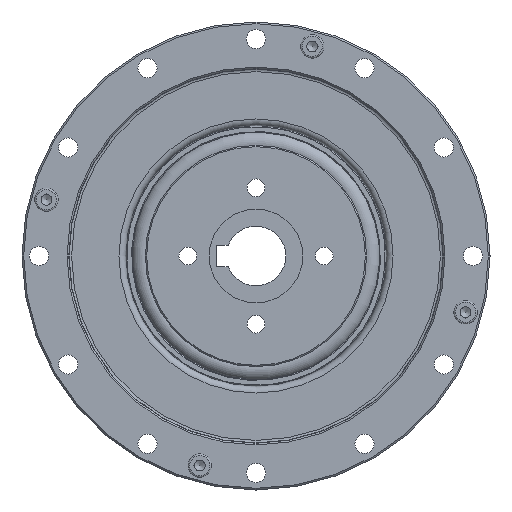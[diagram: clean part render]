
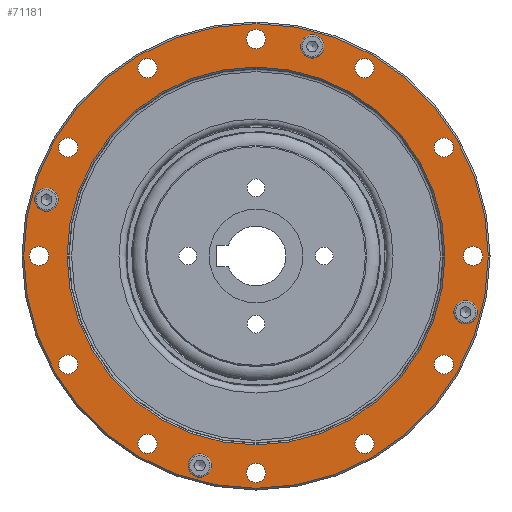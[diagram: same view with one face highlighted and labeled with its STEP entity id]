
A CAD part, left-side view. The second image highlights one B-rep face of the part: STEP entity #71181.
In plain terms, the highlighted planar face has unit normal (-1, 0, 0).
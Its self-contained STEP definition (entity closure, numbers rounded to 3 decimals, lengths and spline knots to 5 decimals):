
#8158=CIRCLE('',#76267,0.0546);
#8159=CIRCLE('',#76268,0.0444);
#8160=CIRCLE('',#76269,0.00225);
#8161=CIRCLE('',#76270,0.00225);
#8162=CIRCLE('',#76271,0.00225);
#8163=CIRCLE('',#76272,0.00225);
#8164=CIRCLE('',#76273,0.00225);
#8165=CIRCLE('',#76274,0.00225);
#8166=CIRCLE('',#76275,0.00225);
#8167=CIRCLE('',#76276,0.00225);
#8168=CIRCLE('',#76277,0.00225);
#8169=CIRCLE('',#76278,0.00225);
#8170=CIRCLE('',#76279,0.00225);
#8171=CIRCLE('',#76280,0.00225);
#8172=CIRCLE('',#76281,0.00175);
#8173=CIRCLE('',#76282,0.00175);
#8174=CIRCLE('',#76283,0.00175);
#8175=CIRCLE('',#76284,0.00175);
#16945=ORIENTED_EDGE('',*,*,#38449,.T.);
#16946=ORIENTED_EDGE('',*,*,#38450,.F.);
#16947=ORIENTED_EDGE('',*,*,#38451,.T.);
#16948=ORIENTED_EDGE('',*,*,#38452,.T.);
#16949=ORIENTED_EDGE('',*,*,#38453,.T.);
#16950=ORIENTED_EDGE('',*,*,#38454,.T.);
#16951=ORIENTED_EDGE('',*,*,#38455,.T.);
#16952=ORIENTED_EDGE('',*,*,#38456,.T.);
#16953=ORIENTED_EDGE('',*,*,#38457,.T.);
#16954=ORIENTED_EDGE('',*,*,#38458,.T.);
#16955=ORIENTED_EDGE('',*,*,#38459,.T.);
#16956=ORIENTED_EDGE('',*,*,#38460,.T.);
#16957=ORIENTED_EDGE('',*,*,#38461,.T.);
#16958=ORIENTED_EDGE('',*,*,#38462,.T.);
#16959=ORIENTED_EDGE('',*,*,#38463,.T.);
#16960=ORIENTED_EDGE('',*,*,#38464,.T.);
#16961=ORIENTED_EDGE('',*,*,#38465,.T.);
#16962=ORIENTED_EDGE('',*,*,#38466,.T.);
#38449=EDGE_CURVE('',#48651,#48651,#8158,.T.);
#38450=EDGE_CURVE('',#48652,#48652,#8159,.T.);
#38451=EDGE_CURVE('',#48653,#48653,#8160,.T.);
#38452=EDGE_CURVE('',#48654,#48654,#8161,.T.);
#38453=EDGE_CURVE('',#48655,#48655,#8162,.T.);
#38454=EDGE_CURVE('',#48656,#48656,#8163,.T.);
#38455=EDGE_CURVE('',#48657,#48657,#8164,.T.);
#38456=EDGE_CURVE('',#48658,#48658,#8165,.T.);
#38457=EDGE_CURVE('',#48659,#48659,#8166,.T.);
#38458=EDGE_CURVE('',#48660,#48660,#8167,.T.);
#38459=EDGE_CURVE('',#48661,#48661,#8168,.T.);
#38460=EDGE_CURVE('',#48662,#48662,#8169,.T.);
#38461=EDGE_CURVE('',#48663,#48663,#8170,.T.);
#38462=EDGE_CURVE('',#48664,#48664,#8171,.T.);
#38463=EDGE_CURVE('',#48665,#48665,#8172,.T.);
#38464=EDGE_CURVE('',#48666,#48666,#8173,.T.);
#38465=EDGE_CURVE('',#48667,#48667,#8174,.T.);
#38466=EDGE_CURVE('',#48668,#48668,#8175,.T.);
#48651=VERTEX_POINT('',#119040);
#48652=VERTEX_POINT('',#119042);
#48653=VERTEX_POINT('',#119044);
#48654=VERTEX_POINT('',#119046);
#48655=VERTEX_POINT('',#119048);
#48656=VERTEX_POINT('',#119050);
#48657=VERTEX_POINT('',#119052);
#48658=VERTEX_POINT('',#119054);
#48659=VERTEX_POINT('',#119056);
#48660=VERTEX_POINT('',#119058);
#48661=VERTEX_POINT('',#119060);
#48662=VERTEX_POINT('',#119062);
#48663=VERTEX_POINT('',#119064);
#48664=VERTEX_POINT('',#119066);
#48665=VERTEX_POINT('',#119068);
#48666=VERTEX_POINT('',#119070);
#48667=VERTEX_POINT('',#119072);
#48668=VERTEX_POINT('',#119074);
#62024=EDGE_LOOP('',(#16945));
#62025=EDGE_LOOP('',(#16946));
#62026=EDGE_LOOP('',(#16947));
#62027=EDGE_LOOP('',(#16948));
#62028=EDGE_LOOP('',(#16949));
#62029=EDGE_LOOP('',(#16950));
#62030=EDGE_LOOP('',(#16951));
#62031=EDGE_LOOP('',(#16952));
#62032=EDGE_LOOP('',(#16953));
#62033=EDGE_LOOP('',(#16954));
#62034=EDGE_LOOP('',(#16955));
#62035=EDGE_LOOP('',(#16956));
#62036=EDGE_LOOP('',(#16957));
#62037=EDGE_LOOP('',(#16958));
#62038=EDGE_LOOP('',(#16959));
#62039=EDGE_LOOP('',(#16960));
#62040=EDGE_LOOP('',(#16961));
#62041=EDGE_LOOP('',(#16962));
#66231=FACE_BOUND('',#62024,.T.);
#66232=FACE_BOUND('',#62025,.T.);
#66233=FACE_BOUND('',#62026,.T.);
#66234=FACE_BOUND('',#62027,.T.);
#66235=FACE_BOUND('',#62028,.T.);
#66236=FACE_BOUND('',#62029,.T.);
#66237=FACE_BOUND('',#62030,.T.);
#66238=FACE_BOUND('',#62031,.T.);
#66239=FACE_BOUND('',#62032,.T.);
#66240=FACE_BOUND('',#62033,.T.);
#66241=FACE_BOUND('',#62034,.T.);
#66242=FACE_BOUND('',#62035,.T.);
#66243=FACE_BOUND('',#62036,.T.);
#66244=FACE_BOUND('',#62037,.T.);
#66245=FACE_BOUND('',#62038,.T.);
#66246=FACE_BOUND('',#62039,.T.);
#66247=FACE_BOUND('',#62040,.T.);
#66248=FACE_BOUND('',#62041,.T.);
#69414=PLANE('',#76266);
#71181=ADVANCED_FACE('',(#66231,#66232,#66233,#66234,#66235,#66236,#66237,
#66238,#66239,#66240,#66241,#66242,#66243,#66244,#66245,#66246,#66247,#66248),
#69414,.F.);
#76266=AXIS2_PLACEMENT_3D('',#119038,#88183,#88184);
#76267=AXIS2_PLACEMENT_3D('',#119039,#88185,#88186);
#76268=AXIS2_PLACEMENT_3D('',#119041,#88187,#88188);
#76269=AXIS2_PLACEMENT_3D('',#119043,#88189,#88190);
#76270=AXIS2_PLACEMENT_3D('',#119045,#88191,#88192);
#76271=AXIS2_PLACEMENT_3D('',#119047,#88193,#88194);
#76272=AXIS2_PLACEMENT_3D('',#119049,#88195,#88196);
#76273=AXIS2_PLACEMENT_3D('',#119051,#88197,#88198);
#76274=AXIS2_PLACEMENT_3D('',#119053,#88199,#88200);
#76275=AXIS2_PLACEMENT_3D('',#119055,#88201,#88202);
#76276=AXIS2_PLACEMENT_3D('',#119057,#88203,#88204);
#76277=AXIS2_PLACEMENT_3D('',#119059,#88205,#88206);
#76278=AXIS2_PLACEMENT_3D('',#119061,#88207,#88208);
#76279=AXIS2_PLACEMENT_3D('',#119063,#88209,#88210);
#76280=AXIS2_PLACEMENT_3D('',#119065,#88211,#88212);
#76281=AXIS2_PLACEMENT_3D('',#119067,#88213,#88214);
#76282=AXIS2_PLACEMENT_3D('',#119069,#88215,#88216);
#76283=AXIS2_PLACEMENT_3D('',#119071,#88217,#88218);
#76284=AXIS2_PLACEMENT_3D('',#119073,#88219,#88220);
#88183=DIRECTION('',(1.,0.,0.));
#88184=DIRECTION('',(0.,0.,-1.));
#88185=DIRECTION('',(-1.,0.,0.));
#88186=DIRECTION('',(0.,0.,1.));
#88187=DIRECTION('',(-1.,0.,0.));
#88188=DIRECTION('',(0.,0.,1.));
#88189=DIRECTION('',(1.,0.,0.));
#88190=DIRECTION('',(0.,0.,-1.));
#88191=DIRECTION('',(1.,0.,0.));
#88192=DIRECTION('',(0.,0.,-1.));
#88193=DIRECTION('',(1.,0.,0.));
#88194=DIRECTION('',(0.,0.,-1.));
#88195=DIRECTION('',(1.,0.,0.));
#88196=DIRECTION('',(0.,0.,-1.));
#88197=DIRECTION('',(1.,0.,0.));
#88198=DIRECTION('',(0.,0.,-1.));
#88199=DIRECTION('',(1.,0.,0.));
#88200=DIRECTION('',(0.,0.,-1.));
#88201=DIRECTION('',(1.,0.,0.));
#88202=DIRECTION('',(0.,0.,-1.));
#88203=DIRECTION('',(1.,0.,0.));
#88204=DIRECTION('',(0.,0.,-1.));
#88205=DIRECTION('',(1.,0.,0.));
#88206=DIRECTION('',(0.,0.,-1.));
#88207=DIRECTION('',(1.,0.,0.));
#88208=DIRECTION('',(0.,0.,-1.));
#88209=DIRECTION('',(1.,0.,0.));
#88210=DIRECTION('',(0.,0.,-1.));
#88211=DIRECTION('',(1.,0.,0.));
#88212=DIRECTION('',(0.,0.,-1.));
#88213=DIRECTION('',(1.,0.,0.));
#88214=DIRECTION('',(0.,0.,-1.));
#88215=DIRECTION('',(1.,0.,0.));
#88216=DIRECTION('',(0.,0.,-1.));
#88217=DIRECTION('',(1.,0.,0.));
#88218=DIRECTION('',(0.,0.,-1.));
#88219=DIRECTION('',(1.,0.,0.));
#88220=DIRECTION('',(0.,0.,-1.));
#119038=CARTESIAN_POINT('',(0.,0.0546,0.));
#119039=CARTESIAN_POINT('',(0.,0.,0.));
#119040=CARTESIAN_POINT('',(0.,0.,0.0546));
#119041=CARTESIAN_POINT('',(0.,0.,0.));
#119042=CARTESIAN_POINT('',(0.,0.,0.0444));
#119043=CARTESIAN_POINT('',(0.,0.,-0.051));
#119044=CARTESIAN_POINT('',(0.,0.,-0.05325));
#119045=CARTESIAN_POINT('',(0.,-0.0255,-0.04417));
#119046=CARTESIAN_POINT('',(0.,-0.0255,-0.04642));
#119047=CARTESIAN_POINT('',(0.,-0.04417,-0.0255));
#119048=CARTESIAN_POINT('',(0.,-0.04417,-0.02775));
#119049=CARTESIAN_POINT('',(0.,-0.051,0.));
#119050=CARTESIAN_POINT('',(0.,-0.051,-0.00225));
#119051=CARTESIAN_POINT('',(0.,-0.04417,0.0255));
#119052=CARTESIAN_POINT('',(0.,-0.04417,0.02325));
#119053=CARTESIAN_POINT('',(0.,-0.0255,0.04417));
#119054=CARTESIAN_POINT('',(0.,-0.0255,0.04192));
#119055=CARTESIAN_POINT('',(0.,0.,0.051));
#119056=CARTESIAN_POINT('',(0.,0.,0.04875));
#119057=CARTESIAN_POINT('',(0.,0.0255,0.04417));
#119058=CARTESIAN_POINT('',(0.,0.0255,0.04192));
#119059=CARTESIAN_POINT('',(0.,0.04417,0.0255));
#119060=CARTESIAN_POINT('',(0.,0.04417,0.02325));
#119061=CARTESIAN_POINT('',(0.,0.051,0.));
#119062=CARTESIAN_POINT('',(0.,0.051,-0.00225));
#119063=CARTESIAN_POINT('',(0.,0.04417,-0.0255));
#119064=CARTESIAN_POINT('',(0.,0.04417,-0.02775));
#119065=CARTESIAN_POINT('',(0.,0.0255,-0.04417));
#119066=CARTESIAN_POINT('',(0.,0.0255,-0.04642));
#119067=CARTESIAN_POINT('',(0.,0.03606,-0.03606));
#119068=CARTESIAN_POINT('',(0.,0.03606,-0.03781));
#119069=CARTESIAN_POINT('',(0.,0.03606,0.03606));
#119070=CARTESIAN_POINT('',(0.,0.03606,0.03431));
#119071=CARTESIAN_POINT('',(0.,-0.03606,0.03606));
#119072=CARTESIAN_POINT('',(0.,-0.03606,0.03431));
#119073=CARTESIAN_POINT('',(0.,-0.03606,-0.03606));
#119074=CARTESIAN_POINT('',(0.,-0.03606,-0.03781));
